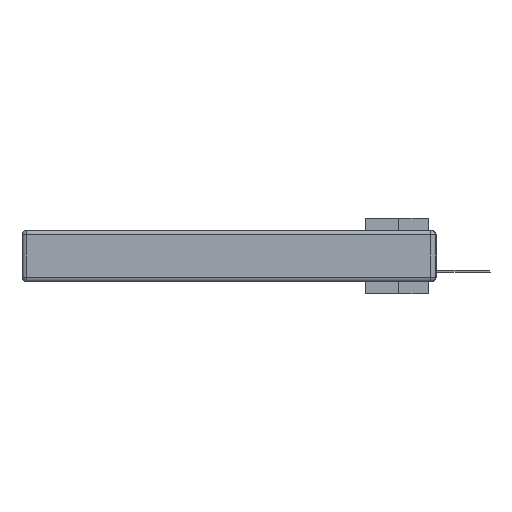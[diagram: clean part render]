
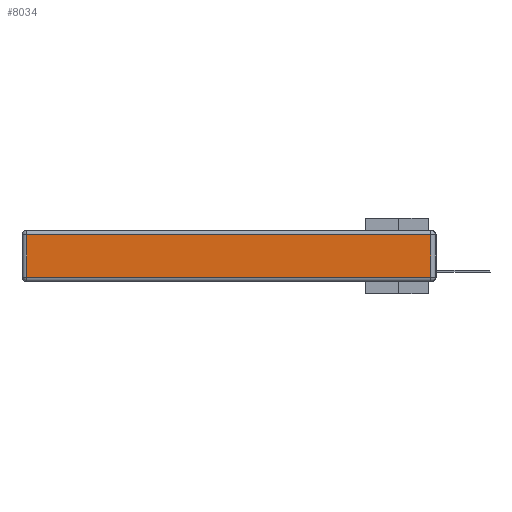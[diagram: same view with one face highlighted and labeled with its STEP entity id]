
A CAD part, left-side view. The second image highlights one B-rep face of the part: STEP entity #8034.
In plain terms, the highlighted planar face has unit normal (-1, 0, 0).
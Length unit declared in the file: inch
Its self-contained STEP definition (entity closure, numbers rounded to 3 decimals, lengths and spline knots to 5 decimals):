
#1016 = CARTESIAN_POINT ( 'NONE',  ( 0., 2.72, -0.03 ) ) ;
#1470 = EDGE_CURVE ( 'NONE', #18074, #13688, #17079, .T. ) ;
#1853 = LINE ( 'NONE', #18974, #17267 ) ;
#2326 = LINE ( 'NONE', #17443, #8032 ) ;
#2678 = DIRECTION ( 'NONE',  ( 0., 0., -1. ) ) ;
#2784 = CARTESIAN_POINT ( 'NONE',  ( 0., 0.03, -0.343 ) ) ;
#3304 = VERTEX_POINT ( 'NONE', #21638 ) ;
#6658 = DIRECTION ( 'NONE',  ( 0., -1., 0. ) ) ;
#8032 = VECTOR ( 'NONE', #2678, 39.37008 ) ;
#8034 = ADVANCED_FACE ( 'NONE', ( #12274 ), #11334, .T. ) ;
#8701 = EDGE_CURVE ( 'NONE', #3304, #18074, #1853, .T. ) ;
#8735 = ORIENTED_EDGE ( 'NONE', *, *, #25073, .T. ) ;
#9927 = VERTEX_POINT ( 'NONE', #1016 ) ;
#11334 = PLANE ( 'NONE',  #23731 ) ;
#12274 = FACE_OUTER_BOUND ( 'NONE', #30346, .T. ) ;
#12672 = VECTOR ( 'NONE', #23693, 39.37008 ) ;
#13688 = VERTEX_POINT ( 'NONE', #21769 ) ;
#15955 = DIRECTION ( 'NONE',  ( 0., 0., 1. ) ) ;
#16934 = LINE ( 'NONE', #20976, #12672 ) ;
#17079 = LINE ( 'NONE', #2784, #27550 ) ;
#17267 = VECTOR ( 'NONE', #6658, 39.37008 ) ;
#17443 = CARTESIAN_POINT ( 'NONE',  ( 0., 2.72, -0.343 ) ) ;
#18074 = VERTEX_POINT ( 'NONE', #29497 ) ;
#18974 = CARTESIAN_POINT ( 'NONE',  ( 0., 0., -0.313 ) ) ;
#20976 = CARTESIAN_POINT ( 'NONE',  ( 0., 2.75, -0.03 ) ) ;
#21638 = CARTESIAN_POINT ( 'NONE',  ( 0., 2.72, -0.313 ) ) ;
#21769 = CARTESIAN_POINT ( 'NONE',  ( 0., 0.03, -0.03 ) ) ;
#21981 = ORIENTED_EDGE ( 'NONE', *, *, #1470, .T. ) ;
#22251 = DIRECTION ( 'NONE',  ( 0., 0., 1. ) ) ;
#23693 = DIRECTION ( 'NONE',  ( 0., 1., 0. ) ) ;
#23731 = AXIS2_PLACEMENT_3D ( 'NONE', #26202, #28690, #15955 ) ;
#25073 = EDGE_CURVE ( 'NONE', #13688, #9927, #16934, .T. ) ;
#26202 = CARTESIAN_POINT ( 'NONE',  ( 0., 0., -0.343 ) ) ;
#27550 = VECTOR ( 'NONE', #22251, 39.37008 ) ;
#28110 = ORIENTED_EDGE ( 'NONE', *, *, #30339, .T. ) ;
#28690 = DIRECTION ( 'NONE',  ( -1., 0., 0. ) ) ;
#29497 = CARTESIAN_POINT ( 'NONE',  ( 0., 0.03, -0.313 ) ) ;
#29740 = ORIENTED_EDGE ( 'NONE', *, *, #8701, .T. ) ;
#30339 = EDGE_CURVE ( 'NONE', #9927, #3304, #2326, .T. ) ;
#30346 = EDGE_LOOP ( 'NONE', ( #29740, #21981, #8735, #28110 ) ) ;
